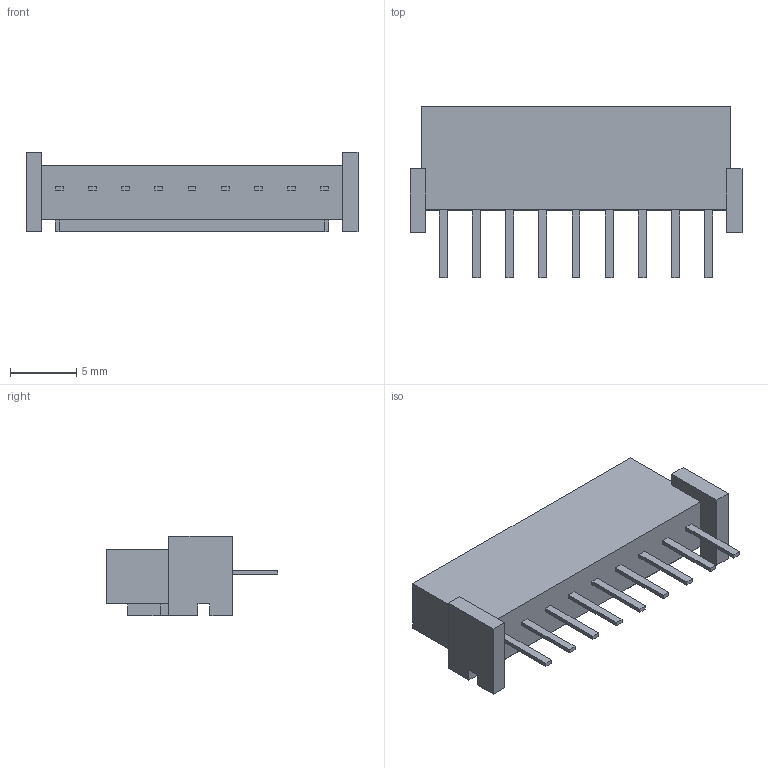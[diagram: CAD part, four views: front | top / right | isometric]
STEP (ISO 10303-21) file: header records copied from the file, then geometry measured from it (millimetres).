
FILE_DESCRIPTION (( 'STEP AP214' ), '1' );
FILE_NAME ('09JQ-BT.STEP', '2012-03-07T06:06:14', ( ' ' ), ( ' ' ), 'SwSTEP 2.0', 'SolidWorks 2005235', '' );
FILE_SCHEMA (( 'AUTOMOTIVE_DESIGN' ));
Length unit declared in the file: millimetre
Products named in the file (1): 09JQ-BT
Bounding box: 25 x 12.9 x 6 mm (x, y, z)
Volume: 853.4 mm3; surface area: 868.2 mm2
Topology: 1 solids, 1 shells, 129 faces, 322 edges, 214 vertices
Faces by surface type: plane 129
Entity records: 5202 total; most frequent: CARTESIAN_POINT 666, ORIENTED_EDGE 644, DIRECTION 582, VECTOR 322, LINE 322, EDGE_CURVE 322, VERTEX_POINT 214, EDGE_LOOP 148
